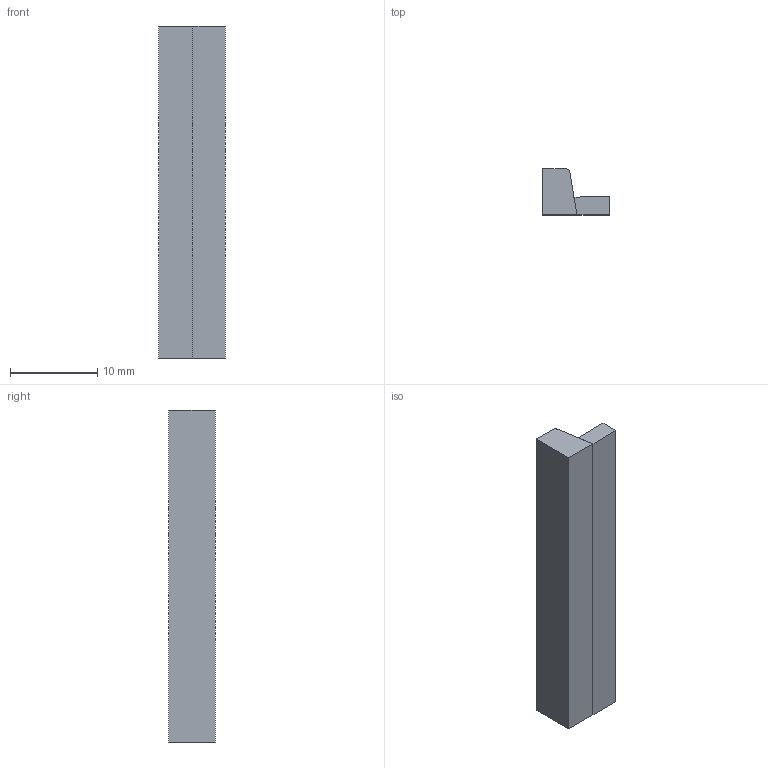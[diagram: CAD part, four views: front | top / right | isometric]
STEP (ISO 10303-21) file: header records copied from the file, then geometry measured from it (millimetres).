
FILE_DESCRIPTION(/* description */ (''),/* implementation_level */ '2;1');
FILE_NAME(/* name */ 'Integral Concrete Curb and Gutter',/* time_stamp */ '2024-09-08T19:51:25-04:00',/* author */ (''),/* organization */ (''),/* preprocessor_version */ 'ST-DEVELOPER v19.2',/* originating_system */ 'Rhino 8.10',/* authorisation */ '');
FILE_SCHEMA (('CONFIG_CONTROL_DESIGN'));
Length unit declared in the file: inch
Products named in the file (1): Document
Bounding box: 7.67 x 5.3 x 38.1 mm (x, y, z)
Volume: 1013.1 mm3; surface area: 1176.6 mm2
Topology: 2 solids, 2 shells, 13 faces, 27 edges, 18 vertices
Faces by surface type: plane 12, cylinder 1
Entity records: 396 total; most frequent: CARTESIAN_POINT 89, ORIENTED_EDGE 54, EDGE_CURVE 27, B_SPLINE_CURVE_WITH_KNOTS 24, DIRECTION 21, VERTEX_POINT 18, AXIS2_PLACEMENT_3D 17, ADVANCED_FACE 13
